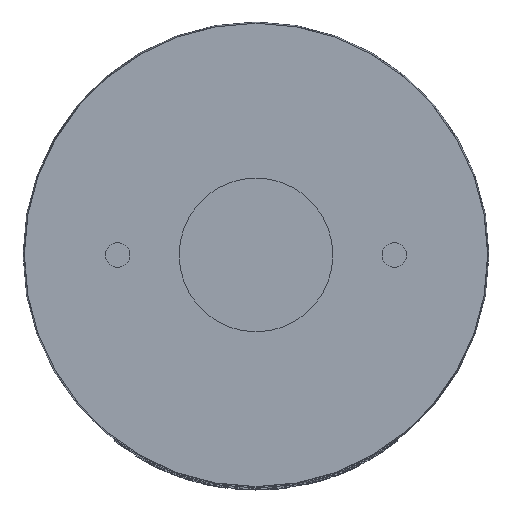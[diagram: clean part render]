
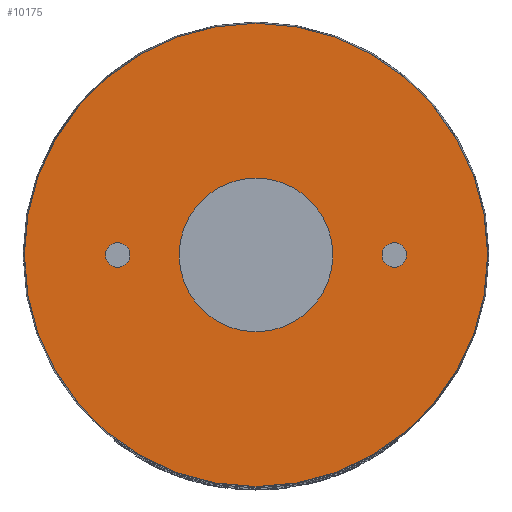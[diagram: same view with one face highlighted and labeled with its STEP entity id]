
A CAD part, front view. The second image highlights one B-rep face of the part: STEP entity #10175.
In plain terms, the highlighted planar face has unit normal (0, -1, 0).
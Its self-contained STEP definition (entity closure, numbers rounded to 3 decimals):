
#91 = CARTESIAN_POINT ( 'NONE',  ( 0., 0., -37.675 ) ) ;
#100 = ORIENTED_EDGE ( 'NONE', *, *, #14725, .F. ) ;
#203 = DIRECTION ( 'NONE',  ( 0., -1., 0. ) ) ;
#219 = CARTESIAN_POINT ( 'NONE',  ( 0., 0., 0. ) ) ;
#260 = DIRECTION ( 'NONE',  ( 0., 0., 1. ) ) ;
#315 = FACE_BOUND ( 'NONE', #18067, .T. ) ;
#332 = CIRCLE ( 'NONE', #18003, 2. ) ;
#577 = CIRCLE ( 'NONE', #15611, 2. ) ;
#756 = DIRECTION ( 'NONE',  ( 0., -1., 0. ) ) ;
#974 = FACE_OUTER_BOUND ( 'NONE', #7132, .T. ) ;
#1435 = CARTESIAN_POINT ( 'NONE',  ( 0., 0., 0. ) ) ;
#2390 = CARTESIAN_POINT ( 'NONE',  ( -22.5, 0., 0. ) ) ;
#2423 = CARTESIAN_POINT ( 'NONE',  ( 0., 0., 0. ) ) ;
#2612 = VERTEX_POINT ( 'NONE', #15400 ) ;
#2835 = ORIENTED_EDGE ( 'NONE', *, *, #15735, .F. ) ;
#3207 = AXIS2_PLACEMENT_3D ( 'NONE', #17757, #5968, #9038 ) ;
#3853 = EDGE_LOOP ( 'NONE', ( #9719, #11421 ) ) ;
#3875 = DIRECTION ( 'NONE',  ( 0., 0., 1. ) ) ;
#3901 = CARTESIAN_POINT ( 'NONE',  ( 0., 0., 37.675 ) ) ;
#4006 = ORIENTED_EDGE ( 'NONE', *, *, #13380, .F. ) ;
#4023 = CIRCLE ( 'NONE', #3207, 12.5 ) ;
#4232 = ORIENTED_EDGE ( 'NONE', *, *, #9695, .F. ) ;
#4692 = DIRECTION ( 'NONE',  ( 0., 0., 1. ) ) ;
#5092 = VERTEX_POINT ( 'NONE', #6638 ) ;
#5550 = CARTESIAN_POINT ( 'NONE',  ( 0., 0., -12.5 ) ) ;
#5764 = EDGE_CURVE ( 'NONE', #5842, #15073, #17193, .T. ) ;
#5842 = VERTEX_POINT ( 'NONE', #17163 ) ;
#5968 = DIRECTION ( 'NONE',  ( 0., -1., 0. ) ) ;
#6235 = DIRECTION ( 'NONE',  ( 0., -1., 0. ) ) ;
#6592 = DIRECTION ( 'NONE',  ( 0., 0., 1. ) ) ;
#6638 = CARTESIAN_POINT ( 'NONE',  ( 22.5, 0., 2. ) ) ;
#7132 = EDGE_LOOP ( 'NONE', ( #2835, #15708 ) ) ;
#7671 = EDGE_LOOP ( 'NONE', ( #4006, #4232 ) ) ;
#7928 = AXIS2_PLACEMENT_3D ( 'NONE', #1435, #10275, #17555 ) ;
#8301 = AXIS2_PLACEMENT_3D ( 'NONE', #219, #17499, #16435 ) ;
#8722 = DIRECTION ( 'NONE',  ( 0., 1., 0. ) ) ;
#8815 = EDGE_CURVE ( 'NONE', #5092, #2612, #11400, .T. ) ;
#8850 = CARTESIAN_POINT ( 'NONE',  ( 22.5, 0., 0. ) ) ;
#9038 = DIRECTION ( 'NONE',  ( 0., 0., -1. ) ) ;
#9185 = ORIENTED_EDGE ( 'NONE', *, *, #8815, .F. ) ;
#9360 = CARTESIAN_POINT ( 'NONE',  ( -22.5, 0., -2. ) ) ;
#9384 = AXIS2_PLACEMENT_3D ( 'NONE', #2423, #15567, #6592 ) ;
#9542 = CARTESIAN_POINT ( 'NONE',  ( -22.5, 0., 0. ) ) ;
#9695 = EDGE_CURVE ( 'NONE', #15723, #16877, #332, .T. ) ;
#9719 = ORIENTED_EDGE ( 'NONE', *, *, #19028, .F. ) ;
#10009 = AXIS2_PLACEMENT_3D ( 'NONE', #14681, #8722, #18899 ) ;
#10175 = ADVANCED_FACE ( 'NONE', ( #14071, #315, #15433, #974 ), #15638, .F. ) ;
#10275 = DIRECTION ( 'NONE',  ( 0., 1., 0. ) ) ;
#11212 = AXIS2_PLACEMENT_3D ( 'NONE', #13491, #6235, #4692 ) ;
#11400 = CIRCLE ( 'NONE', #11212, 2. ) ;
#11421 = ORIENTED_EDGE ( 'NONE', *, *, #5764, .F. ) ;
#11828 = CARTESIAN_POINT ( 'NONE',  ( -22.5, 0., 2. ) ) ;
#12681 = DIRECTION ( 'NONE',  ( 0., -1., 0. ) ) ;
#13015 = VERTEX_POINT ( 'NONE', #91 ) ;
#13380 = EDGE_CURVE ( 'NONE', #16877, #15723, #577, .T. ) ;
#13491 = CARTESIAN_POINT ( 'NONE',  ( 22.5, 0., 0. ) ) ;
#13588 = CIRCLE ( 'NONE', #15759, 2. ) ;
#14071 = FACE_BOUND ( 'NONE', #7671, .T. ) ;
#14468 = CIRCLE ( 'NONE', #9384, 37.675 ) ;
#14681 = CARTESIAN_POINT ( 'NONE',  ( 0., 0., 0. ) ) ;
#14725 = EDGE_CURVE ( 'NONE', #2612, #5092, #13588, .T. ) ;
#14906 = VERTEX_POINT ( 'NONE', #3901 ) ;
#15073 = VERTEX_POINT ( 'NONE', #5550 ) ;
#15400 = CARTESIAN_POINT ( 'NONE',  ( 22.5, 0., -2. ) ) ;
#15433 = FACE_BOUND ( 'NONE', #3853, .T. ) ;
#15567 = DIRECTION ( 'NONE',  ( 0., 1., 0. ) ) ;
#15611 = AXIS2_PLACEMENT_3D ( 'NONE', #9542, #756, #260 ) ;
#15638 = PLANE ( 'NONE',  #10009 ) ;
#15708 = ORIENTED_EDGE ( 'NONE', *, *, #16600, .F. ) ;
#15723 = VERTEX_POINT ( 'NONE', #9360 ) ;
#15735 = EDGE_CURVE ( 'NONE', #14906, #13015, #14468, .T. ) ;
#15759 = AXIS2_PLACEMENT_3D ( 'NONE', #8850, #203, #17812 ) ;
#16435 = DIRECTION ( 'NONE',  ( 0., 0., -1. ) ) ;
#16600 = EDGE_CURVE ( 'NONE', #13015, #14906, #17913, .T. ) ;
#16877 = VERTEX_POINT ( 'NONE', #11828 ) ;
#17163 = CARTESIAN_POINT ( 'NONE',  ( 0., 0., 12.5 ) ) ;
#17193 = CIRCLE ( 'NONE', #8301, 12.5 ) ;
#17499 = DIRECTION ( 'NONE',  ( 0., -1., 0. ) ) ;
#17555 = DIRECTION ( 'NONE',  ( 0., 0., 1. ) ) ;
#17757 = CARTESIAN_POINT ( 'NONE',  ( 0., 0., 0. ) ) ;
#17812 = DIRECTION ( 'NONE',  ( 0., 0., 1. ) ) ;
#17913 = CIRCLE ( 'NONE', #7928, 37.675 ) ;
#18003 = AXIS2_PLACEMENT_3D ( 'NONE', #2390, #12681, #3875 ) ;
#18067 = EDGE_LOOP ( 'NONE', ( #9185, #100 ) ) ;
#18899 = DIRECTION ( 'NONE',  ( 0., 0., 1. ) ) ;
#19028 = EDGE_CURVE ( 'NONE', #15073, #5842, #4023, .T. ) ;
